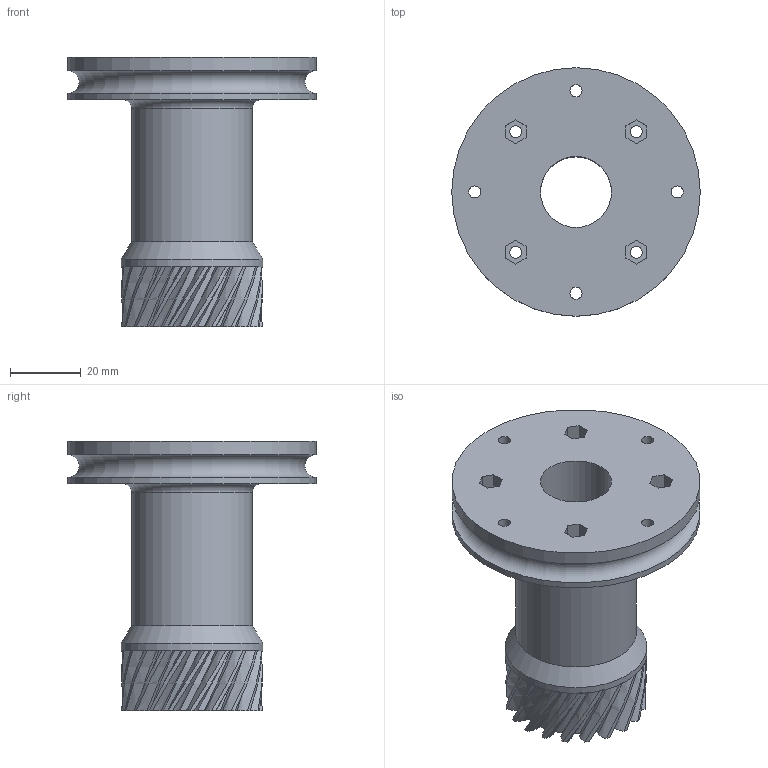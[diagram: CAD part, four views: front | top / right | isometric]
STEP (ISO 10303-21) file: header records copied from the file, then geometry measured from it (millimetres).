
FILE_DESCRIPTION(('FreeCAD Model'),'2;1');
FILE_NAME('Open CASCADE Shape Model','2021-07-31T14:07:18',('Author'),( ''),'Open CASCADE STEP processor 7.5','FreeCAD','Unknown');
FILE_SCHEMA(('AUTOMOTIVE_DESIGN { 1 0 10303 214 1 1 1 1 }'));
Length unit declared in the file: millimetre
Products named in the file (1): Art4TransmissionColumn
Bounding box: 70 x 70 x 76 mm (x, y, z)
Volume: 78484.3 mm3; surface area: 26570.4 mm2
Topology: 1 solids, 1 shells, 177 faces, 492 edges, 327 vertices
Faces by surface type: bspline 120, plane 37, cylinder 17, torus 2, cone 1
Full cylindrical faces by diameter (mm): 3.4 x8, 5.9 x4, 20 x1, 34 x1, 40 x1, 70 x2
Entity records: 20564 total; most frequent: CARTESIAN_POINT 12284, ORIENTED_EDGE 984, PCURVE 984, DEFINITIONAL_REPRESENTATION 984, DIRECTION 930, LINE 721, VECTOR 721, B_SPLINE_CURVE_WITH_KNOTS 687
